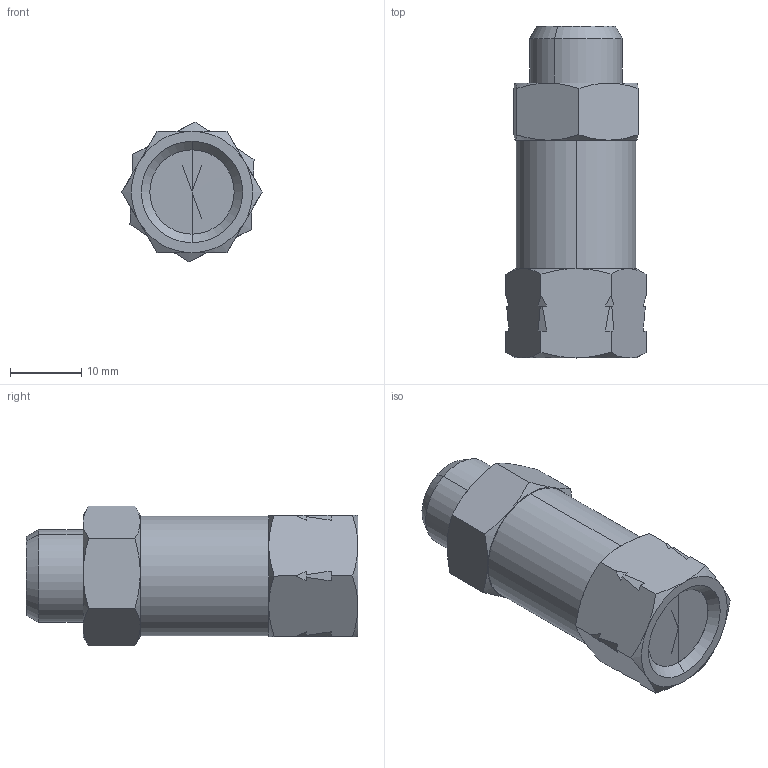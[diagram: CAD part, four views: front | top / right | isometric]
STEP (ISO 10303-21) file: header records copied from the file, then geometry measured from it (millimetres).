
FILE_DESCRIPTION (( 'STEP AP214' ), '1' );
FILE_NAME ('0606300003A.step', '2012-10-22T18:30:23', ( '' ), ( '' ), 'SwSTEP 2.0', 'SolidWorks 2012', '' );
FILE_SCHEMA (( 'AUTOMOTIVE_DESIGN' ));
Length unit declared in the file: millimetre
Products named in the file (1): 0606300003A
Bounding box: 19.63 x 46.5 x 19.61 mm (x, y, z)
Volume: 9936.4 mm3; surface area: 3001 mm2
Topology: 1 solids, 1 shells, 80 faces, 192 edges, 117 vertices
Faces by surface type: plane 42, cone 30, cylinder 8
Entity records: 2498 total; most frequent: CARTESIAN_POINT 660, ORIENTED_EDGE 380, DIRECTION 348, EDGE_CURVE 190, AXIS2_PLACEMENT_3D 125, VERTEX_POINT 117, LINE 98, VECTOR 98
